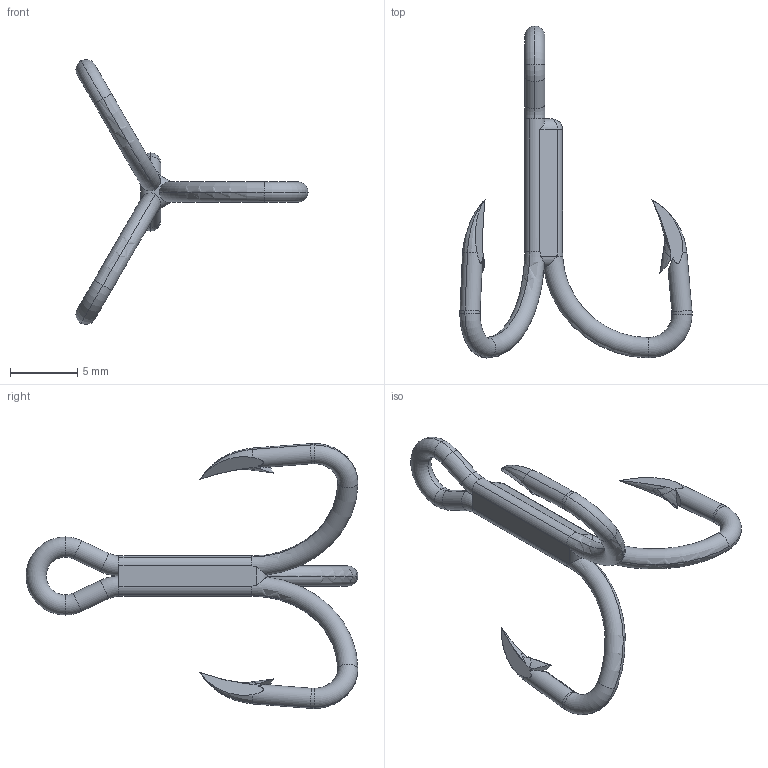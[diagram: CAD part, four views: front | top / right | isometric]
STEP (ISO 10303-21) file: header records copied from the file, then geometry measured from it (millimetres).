
FILE_DESCRIPTION (( 'STEP AP214' ), '1' );
FILE_NAME ('Ancoretta_00000_.step', '2022-11-11T07:39:38', ( '' ), ( '' ), 'SwSTEP 2.0', 'SolidWorks 2021', '' );
FILE_SCHEMA (( 'AUTOMOTIVE_DESIGN' ));
Length unit declared in the file: millimetre
Products named in the file (1): Ancoretta_00000_
Bounding box: 17.25 x 24.65 x 19.69 mm (x, y, z)
Volume: 202.9 mm3; surface area: 486.6 mm2
Topology: 1 solids, 1 shells, 93 faces, 237 edges, 134 vertices
Faces by surface type: torus 28, bspline 28, cylinder 20, plane 17
Entity records: 6635 total; most frequent: CARTESIAN_POINT 4662, ORIENTED_EDGE 454, DIRECTION 356, EDGE_CURVE 227, AXIS2_PLACEMENT_3D 158, VERTEX_POINT 134, ADVANCED_FACE 93, EDGE_LOOP 93
